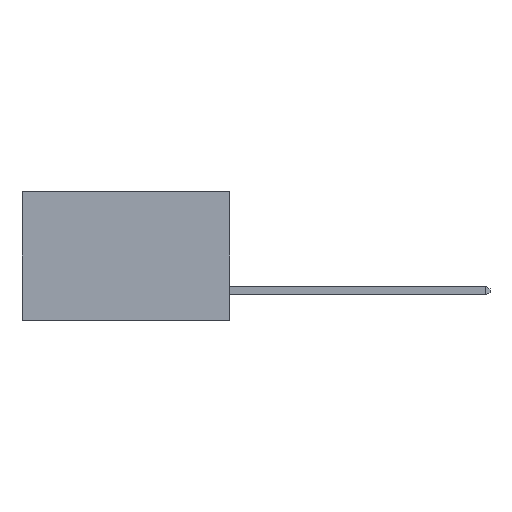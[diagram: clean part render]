
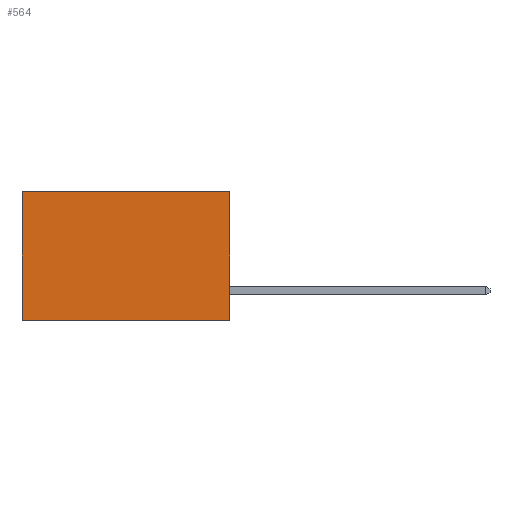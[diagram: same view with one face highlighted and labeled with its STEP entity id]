
A CAD part, left-side view. The second image highlights one B-rep face of the part: STEP entity #564.
In plain terms, the highlighted planar face has unit normal (-1, 0, 0).
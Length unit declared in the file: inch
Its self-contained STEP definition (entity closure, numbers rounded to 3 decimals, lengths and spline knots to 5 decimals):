
#564 = ADVANCED_FACE ( 'NONE', ( #11348 ), #1197, .F. ) ;
#970 = LINE ( 'NONE', #1757, #5843 ) ;
#1197 = PLANE ( 'NONE',  #7302 ) ;
#1757 = CARTESIAN_POINT ( 'NONE',  ( 0.298, 0., -0.37 ) ) ;
#1826 = DIRECTION ( 'NONE',  ( 0., 0., -1. ) ) ;
#2255 = ORIENTED_EDGE ( 'NONE', *, *, #12201, .T. ) ;
#2591 = LINE ( 'NONE', #6813, #10094 ) ;
#2862 = EDGE_LOOP ( 'NONE', ( #2255, #6783, #11963, #12273 ) ) ;
#3138 = CARTESIAN_POINT ( 'NONE',  ( 0.298, 0., -0.37 ) ) ;
#3366 = CARTESIAN_POINT ( 'NONE',  ( 0.298, 0., 0. ) ) ;
#3906 = DIRECTION ( 'NONE',  ( 1., 0., 0. ) ) ;
#4032 = VECTOR ( 'NONE', #4147, 39.37008 ) ;
#4035 = EDGE_CURVE ( 'NONE', #5016, #6776, #970, .T. ) ;
#4147 = DIRECTION ( 'NONE',  ( 0., 0., -1. ) ) ;
#4761 = DIRECTION ( 'NONE',  ( 0., 0., -1. ) ) ;
#5016 = VERTEX_POINT ( 'NONE', #3138 ) ;
#5843 = VECTOR ( 'NONE', #11594, 39.37008 ) ;
#6585 = VECTOR ( 'NONE', #11761, 39.37008 ) ;
#6776 = VERTEX_POINT ( 'NONE', #9152 ) ;
#6783 = ORIENTED_EDGE ( 'NONE', *, *, #4035, .F. ) ;
#6805 = LINE ( 'NONE', #9160, #4032 ) ;
#6813 = CARTESIAN_POINT ( 'NONE',  ( 0.298, 0., 0. ) ) ;
#7302 = AXIS2_PLACEMENT_3D ( 'NONE', #12177, #3906, #1826 ) ;
#7431 = VERTEX_POINT ( 'NONE', #8116 ) ;
#7905 = EDGE_CURVE ( 'NONE', #11777, #7431, #11668, .T. ) ;
#8116 = CARTESIAN_POINT ( 'NONE',  ( 0.298, 0.6, 0. ) ) ;
#9152 = CARTESIAN_POINT ( 'NONE',  ( 0.298, 0.6, -0.37 ) ) ;
#9160 = CARTESIAN_POINT ( 'NONE',  ( 0.298, 0.6, 0. ) ) ;
#10094 = VECTOR ( 'NONE', #4761, 39.37008 ) ;
#11304 = EDGE_CURVE ( 'NONE', #11777, #5016, #2591, .T. ) ;
#11348 = FACE_OUTER_BOUND ( 'NONE', #2862, .T. ) ;
#11594 = DIRECTION ( 'NONE',  ( 0., 1., 0. ) ) ;
#11668 = LINE ( 'NONE', #11792, #6585 ) ;
#11761 = DIRECTION ( 'NONE',  ( 0., 1., 0. ) ) ;
#11777 = VERTEX_POINT ( 'NONE', #3366 ) ;
#11792 = CARTESIAN_POINT ( 'NONE',  ( 0.298, 0., 0. ) ) ;
#11963 = ORIENTED_EDGE ( 'NONE', *, *, #11304, .F. ) ;
#12177 = CARTESIAN_POINT ( 'NONE',  ( 0.298, 0., 0. ) ) ;
#12201 = EDGE_CURVE ( 'NONE', #7431, #6776, #6805, .T. ) ;
#12273 = ORIENTED_EDGE ( 'NONE', *, *, #7905, .T. ) ;
